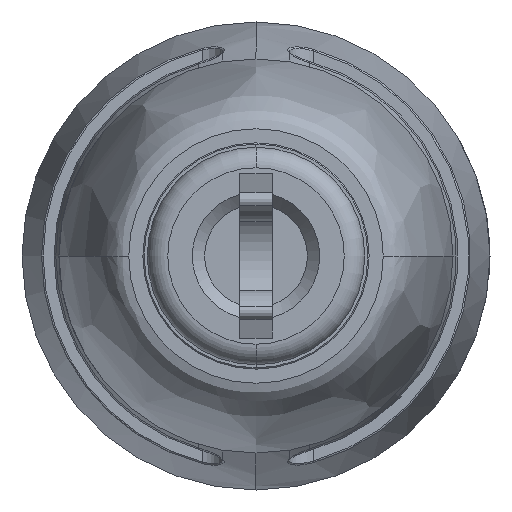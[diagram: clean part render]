
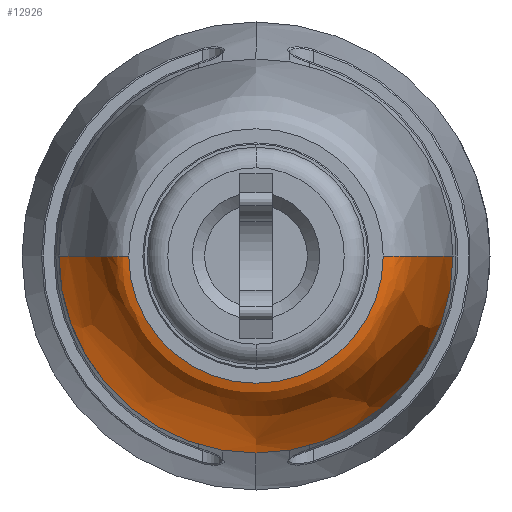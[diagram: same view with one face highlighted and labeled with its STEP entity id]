
A CAD part, left-side view. The second image highlights one B-rep face of the part: STEP entity #12926.
In plain terms, the highlighted free-form (B-spline) face has degree [3, 3] with [6, 4] control points.
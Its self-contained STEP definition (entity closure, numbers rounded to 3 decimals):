
#330 = CARTESIAN_POINT ( 'NONE',  ( 3.822, 4.8, -9.6 ) ) ;
#666 = EDGE_LOOP ( 'NONE', ( #3705, #35350, #33489, #4112, #37368 ) ) ;
#814 = CARTESIAN_POINT ( 'NONE',  ( -5.178, -3.1, 0. ) ) ;
#864 = CARTESIAN_POINT ( 'NONE',  ( 3.822, -4.8, 0. ) ) ;
#929 = CARTESIAN_POINT ( 'NONE',  ( -5.178, -3.71, 0. ) ) ;
#1066 = CARTESIAN_POINT ( 'NONE',  ( 3.398, -4.8, 0. ) ) ;
#1120 = CARTESIAN_POINT ( 'NONE',  ( 3.398, -4.8, -9.6 ) ) ;
#1803 = CARTESIAN_POINT ( 'NONE',  ( 3.822, 4.8, 0. ) ) ;
#2159 = EDGE_CURVE ( 'NONE', #3136, #3645, #25983, .T. ) ;
#3136 = VERTEX_POINT ( 'NONE', #37355 ) ;
#3377 = FACE_OUTER_BOUND ( 'NONE', #666, .T. ) ;
#3645 = VERTEX_POINT ( 'NONE', #814 ) ;
#3705 = ORIENTED_EDGE ( 'NONE', *, *, #28415, .T. ) ;
#3740 = CARTESIAN_POINT ( 'NONE',  ( -5.178, 3.71, 0. ) ) ;
#3864 = CARTESIAN_POINT ( 'NONE',  ( 3.822, -4.8, 0. ) ) ;
#4112 = ORIENTED_EDGE ( 'NONE', *, *, #37117, .F. ) ;
#4438 = CARTESIAN_POINT ( 'NONE',  ( 0.153, -4.759, -9.518 ) ) ;
#7036 = CARTESIAN_POINT ( 'NONE',  ( -5.178, -3.1, 0. ) ) ;
#7052 =( BOUNDED_SURFACE ( )  B_SPLINE_SURFACE ( 3, 3, ( 
 ( #37243, #330, #27825, #864 ),
 ( #18773, #28631, #1120, #16243 ),
 ( #7092, #31817, #4438, #25829 ),
 ( #37509, #13579, #22248, #28496 ),
 ( #31935, #13709, #34864, #35007 ),
 ( #19451, #31410, #10614, #16513 ) ),
 .UNSPECIFIED., .F., .F., .F. ) 
 B_SPLINE_SURFACE_WITH_KNOTS ( ( 4, 1, 1, 4 ),
 ( 4, 4 ),
 ( 0., 0.429, 0.529, 1. ),
 ( 0., 1. ),
 .UNSPECIFIED. ) 
 GEOMETRIC_REPRESENTATION_ITEM ( )  RATIONAL_B_SPLINE_SURFACE ( (
 ( 1., 0.333, 0.333, 1.),
 ( 1., 0.333, 0.333, 1.),
 ( 1., 0.333, 0.333, 1.),
 ( 1., 0.333, 0.333, 1.),
 ( 1., 0.333, 0.333, 1.),
 ( 1., 0.333, 0.333, 1.) ) ) 
 REPRESENTATION_ITEM ( '' )  SURFACE ( )  );
#7092 = CARTESIAN_POINT ( 'NONE',  ( 0.153, 4.759, 0. ) ) ;
#8392 = DIRECTION ( 'NONE',  ( -1., 0., 0. ) ) ;
#9766 = CARTESIAN_POINT ( 'NONE',  ( 3.822, 0., 0. ) ) ;
#10115 = EDGE_CURVE ( 'NONE', #14900, #11183, #31268, .T. ) ;
#10614 = CARTESIAN_POINT ( 'NONE',  ( -5.178, -3.1, -6.2 ) ) ;
#11183 = VERTEX_POINT ( 'NONE', #29330 ) ;
#12926 = ADVANCED_FACE ( 'NONE', ( #3377 ), #7052, .F. ) ;
#13407 = VERTEX_POINT ( 'NONE', #3864 ) ;
#13579 = CARTESIAN_POINT ( 'NONE',  ( -3.247, 4.294, -8.588 ) ) ;
#13709 = CARTESIAN_POINT ( 'NONE',  ( -5.178, 3.71, -7.421 ) ) ;
#14258 = CIRCLE ( 'NONE', #23285, 4.8 ) ;
#14356 = CARTESIAN_POINT ( 'NONE',  ( 3.822, 0., 0. ) ) ;
#14900 = VERTEX_POINT ( 'NONE', #1803 ) ;
#15658 = CARTESIAN_POINT ( 'NONE',  ( 0.153, 4.759, 0. ) ) ;
#15681 = EDGE_CURVE ( 'NONE', #13407, #3645, #30663, .T. ) ;
#16200 = CARTESIAN_POINT ( 'NONE',  ( 3.822, 4.8, 0. ) ) ;
#16243 = CARTESIAN_POINT ( 'NONE',  ( 3.398, -4.8, 0. ) ) ;
#16513 = CARTESIAN_POINT ( 'NONE',  ( -5.178, -3.1, 0. ) ) ;
#17580 = DIRECTION ( 'NONE',  ( 0., 0., 1. ) ) ;
#18131 = AXIS2_PLACEMENT_3D ( 'NONE', #18555, #22011, #33594 ) ;
#18322 = B_SPLINE_CURVE_WITH_KNOTS ( 'NONE', 3,
 ( #16200, #27918, #15658, #21913, #3740, #24843 ),
 .UNSPECIFIED., .F., .F.,
 ( 4, 1, 1, 4 ),
 ( 0., 0.429, 0.529, 1. ),
 .UNSPECIFIED. ) ;
#18555 = CARTESIAN_POINT ( 'NONE',  ( -5.178, 0., 0. ) ) ;
#18773 = CARTESIAN_POINT ( 'NONE',  ( 3.398, 4.8, 0. ) ) ;
#18997 = CARTESIAN_POINT ( 'NONE',  ( 0.153, -4.759, 0. ) ) ;
#19451 = CARTESIAN_POINT ( 'NONE',  ( -5.178, 3.1, 0. ) ) ;
#21913 = CARTESIAN_POINT ( 'NONE',  ( -3.247, 4.294, 0. ) ) ;
#22011 = DIRECTION ( 'NONE',  ( -1., 0., 0. ) ) ;
#22177 = DIRECTION ( 'NONE',  ( -1., 0., 0. ) ) ;
#22248 = CARTESIAN_POINT ( 'NONE',  ( -3.247, -4.294, -8.588 ) ) ;
#23285 = AXIS2_PLACEMENT_3D ( 'NONE', #9766, #22177, #37446 ) ;
#24843 = CARTESIAN_POINT ( 'NONE',  ( -5.178, 3.1, 0. ) ) ;
#25829 = CARTESIAN_POINT ( 'NONE',  ( 0.153, -4.759, 0. ) ) ;
#25983 = CIRCLE ( 'NONE', #18131, 3.1 ) ;
#27825 = CARTESIAN_POINT ( 'NONE',  ( 3.822, -4.8, -9.6 ) ) ;
#27918 = CARTESIAN_POINT ( 'NONE',  ( 3.398, 4.8, 0. ) ) ;
#28415 = EDGE_CURVE ( 'NONE', #11183, #13407, #14258, .T. ) ;
#28496 = CARTESIAN_POINT ( 'NONE',  ( -3.247, -4.294, 0. ) ) ;
#28631 = CARTESIAN_POINT ( 'NONE',  ( 3.398, 4.8, -9.6 ) ) ;
#29330 = CARTESIAN_POINT ( 'NONE',  ( 3.822, 0., -4.8 ) ) ;
#29930 = AXIS2_PLACEMENT_3D ( 'NONE', #14356, #8392, #17580 ) ;
#30663 = B_SPLINE_CURVE_WITH_KNOTS ( 'NONE', 3,
 ( #34157, #1066, #18997, #30952, #929, #7036 ),
 .UNSPECIFIED., .F., .F.,
 ( 4, 1, 1, 4 ),
 ( 0., 0.429, 0.529, 1. ),
 .UNSPECIFIED. ) ;
#30952 = CARTESIAN_POINT ( 'NONE',  ( -3.247, -4.294, 0. ) ) ;
#31268 = CIRCLE ( 'NONE', #29930, 4.8 ) ;
#31410 = CARTESIAN_POINT ( 'NONE',  ( -5.178, 3.1, -6.2 ) ) ;
#31817 = CARTESIAN_POINT ( 'NONE',  ( 0.153, 4.759, -9.518 ) ) ;
#31935 = CARTESIAN_POINT ( 'NONE',  ( -5.178, 3.71, 0. ) ) ;
#33489 = ORIENTED_EDGE ( 'NONE', *, *, #2159, .F. ) ;
#33594 = DIRECTION ( 'NONE',  ( 0., 0., 1. ) ) ;
#34157 = CARTESIAN_POINT ( 'NONE',  ( 3.822, -4.8, 0. ) ) ;
#34864 = CARTESIAN_POINT ( 'NONE',  ( -5.178, -3.71, -7.421 ) ) ;
#35007 = CARTESIAN_POINT ( 'NONE',  ( -5.178, -3.71, 0. ) ) ;
#35350 = ORIENTED_EDGE ( 'NONE', *, *, #15681, .T. ) ;
#37117 = EDGE_CURVE ( 'NONE', #14900, #3136, #18322, .T. ) ;
#37243 = CARTESIAN_POINT ( 'NONE',  ( 3.822, 4.8, 0. ) ) ;
#37355 = CARTESIAN_POINT ( 'NONE',  ( -5.178, 3.1, 0. ) ) ;
#37368 = ORIENTED_EDGE ( 'NONE', *, *, #10115, .T. ) ;
#37446 = DIRECTION ( 'NONE',  ( 0., 0., 1. ) ) ;
#37509 = CARTESIAN_POINT ( 'NONE',  ( -3.247, 4.294, 0. ) ) ;
